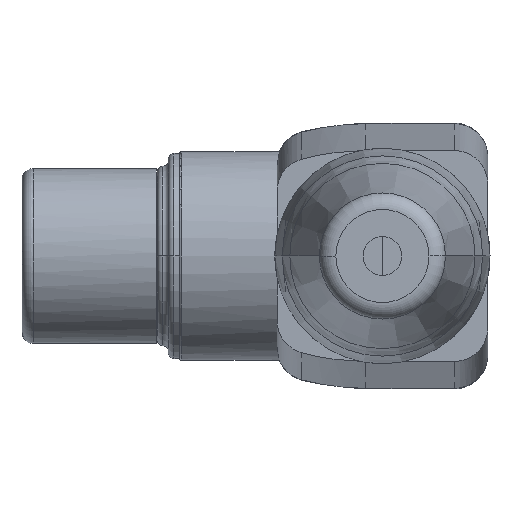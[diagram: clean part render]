
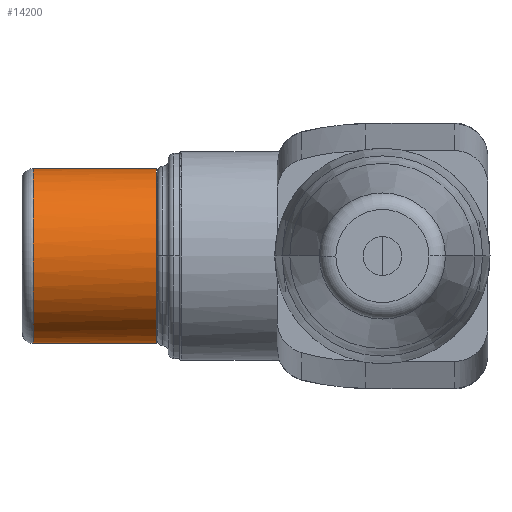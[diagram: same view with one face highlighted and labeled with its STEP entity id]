
A CAD part, front view. The second image highlights one B-rep face of the part: STEP entity #14200.
In plain terms, the highlighted cylindrical face has radius 7.9 mm (diameter 15.8 mm), a partial arc.
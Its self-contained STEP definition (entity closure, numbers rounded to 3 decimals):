
#3221=DIRECTION('',(-1.,0.,0.));
#3222=VECTOR('',#3221,3.8);
#3223=CARTESIAN_POINT('',(-9.4,7.602,2.15));
#3224=LINE('',#3223,#3222);
#3225=CARTESIAN_POINT('',(-9.4,0.,0.));
#3226=DIRECTION('',(-1.,0.,0.));
#3227=DIRECTION('',(0.,0.962,0.272));
#3228=AXIS2_PLACEMENT_3D('',#3225,#3226,#3227);
#3230=DIRECTION('',(-1.,0.,0.));
#3231=VECTOR('',#3230,7.3);
#3232=CARTESIAN_POINT('',(-2.1,7.726,1.65));
#3233=LINE('',#3232,#3231);
#3234=CARTESIAN_POINT('',(-2.1,0.,0.));
#3235=DIRECTION('',(1.,0.,0.));
#3236=DIRECTION('',(0.,0.978,0.209));
#3237=AXIS2_PLACEMENT_3D('',#3234,#3235,#3236);
#3239=CARTESIAN_POINT('',(-2.1,5.515,-5.657));
#3240=CARTESIAN_POINT('',(-2.1,5.481,-5.69));
#3241=CARTESIAN_POINT('',(-2.105,5.416,
-5.752));
#3242=CARTESIAN_POINT('',(-2.125,5.328,
-5.833));
#3243=CARTESIAN_POINT('',(-2.152,5.248,
-5.905));
#3244=CARTESIAN_POINT('',(-2.186,5.174,
-5.97));
#3245=CARTESIAN_POINT('',(-2.228,5.104,
-6.03));
#3246=CARTESIAN_POINT('',(-2.278,5.038,
-6.085));
#3247=CARTESIAN_POINT('',(-2.333,4.979,
-6.133));
#3248=CARTESIAN_POINT('',(-2.392,4.929,
-6.174));
#3249=CARTESIAN_POINT('',(-2.458,4.886,
-6.208));
#3250=CARTESIAN_POINT('',(-2.532,4.852,
-6.235));
#3251=CARTESIAN_POINT('',(-2.614,4.829,
-6.253));
#3252=CARTESIAN_POINT('',(-2.671,4.823,
-6.257));
#3253=CARTESIAN_POINT('',(-2.7,4.823,-6.257));
#3255=DIRECTION('',(-1.,0.,0.));
#3256=VECTOR('',#3255,10.5);
#3257=CARTESIAN_POINT('',(-2.7,4.823,-6.257));
#3258=LINE('',#3257,#3256);
#6822=CARTESIAN_POINT('',(-2.1,5.515,-5.657));
#6883=CARTESIAN_POINT('',(-13.2,0.,0.));
#6884=DIRECTION('',(1.,0.,0.));
#6885=DIRECTION('',(0.,0.962,0.272));
#6886=AXIS2_PLACEMENT_3D('',#6883,#6884,#6885);
#7794=CARTESIAN_POINT('',(-2.7,4.823,-6.257));
#7795=CARTESIAN_POINT('',(-13.2,4.823,-6.257));
#7796=VERTEX_POINT('',#7794);
#7797=VERTEX_POINT('',#7795);
#7803=VERTEX_POINT('',#6822);
#7824=CARTESIAN_POINT('',(-2.1,7.726,1.65));
#7826=VERTEX_POINT('',#7824);
#7868=CARTESIAN_POINT('',(-9.4,7.602,2.15));
#7869=CARTESIAN_POINT('',(-13.2,7.602,2.15));
#7870=VERTEX_POINT('',#7868);
#7871=VERTEX_POINT('',#7869);
#7875=CARTESIAN_POINT('',(-9.4,7.726,1.65));
#7876=VERTEX_POINT('',#7875);
#14180=CARTESIAN_POINT('',(16.565,0.,0.));
#14181=DIRECTION('',(-1.,0.,0.));
#14182=DIRECTION('',(0.,1.,0.));
#14183=AXIS2_PLACEMENT_3D('',#14180,#14181,#14182);
#14184=CYLINDRICAL_SURFACE('',#14183,7.9);
#14185=ORIENTED_EDGE('',*,*,#14143,.F.);
#14187=ORIENTED_EDGE('',*,*,#14186,.T.);
#14189=ORIENTED_EDGE('',*,*,#14188,.F.);
#14191=ORIENTED_EDGE('',*,*,#14190,.T.);
#14193=ORIENTED_EDGE('',*,*,#14192,.T.);
#14195=ORIENTED_EDGE('',*,*,#14194,.T.);
#14197=ORIENTED_EDGE('',*,*,#14196,.F.);
#14198=EDGE_LOOP('',(#14185,#14187,#14189,#14191,#14193,#14195,#14197));
#14199=FACE_OUTER_BOUND('',#14198,.F.);
#3229=CIRCLE('',#3228,7.9);
#3238=CIRCLE('',#3237,7.9);
#3254=B_SPLINE_CURVE_WITH_KNOTS('',3,(#3239,#3240,#3241,#3242,#3243,#3244,#3245,
#3246,#3247,#3248,#3249,#3250,#3251,#3252,#3253),.UNSPECIFIED.,.F.,.F.,(4,1,1,1,
1,1,1,1,1,1,1,1,4),(0.,0.083,0.167,0.25,
0.333,0.417,0.5,0.583,0.667,
0.75,0.833,0.917,1.),.UNSPECIFIED.);
#6887=CIRCLE('',#6886,7.9);
#14143=EDGE_CURVE('',#7870,#7871,#3224,.T.);
#14186=EDGE_CURVE('',#7870,#7876,#3229,.T.);
#14188=EDGE_CURVE('',#7826,#7876,#3233,.T.);
#14190=EDGE_CURVE('',#7826,#7803,#3238,.T.);
#14192=EDGE_CURVE('',#7803,#7796,#3254,.T.);
#14194=EDGE_CURVE('',#7796,#7797,#3258,.T.);
#14196=EDGE_CURVE('',#7871,#7797,#6887,.T.);
#14200=ADVANCED_FACE('',(#14199),#14184,.T.);
